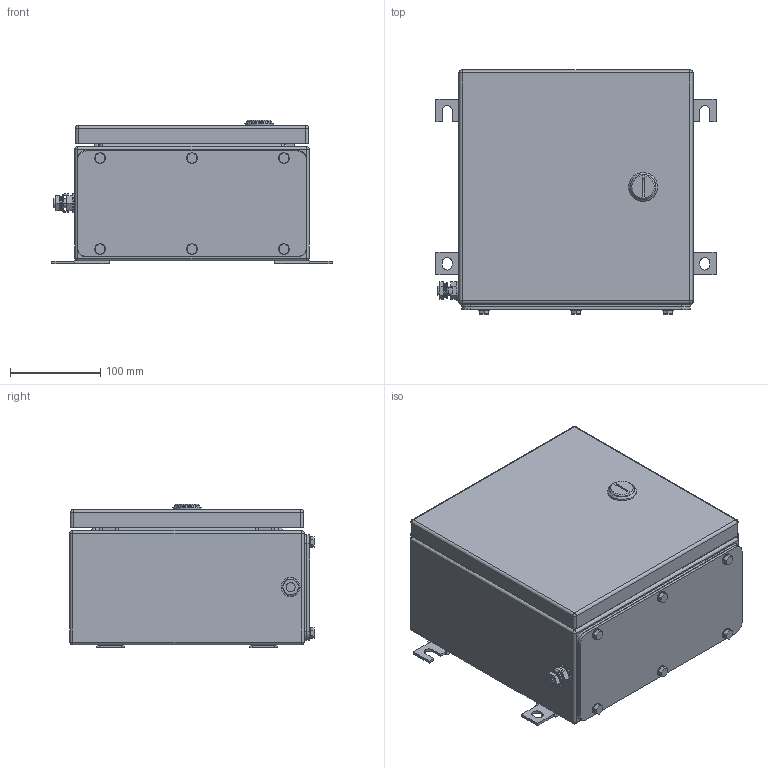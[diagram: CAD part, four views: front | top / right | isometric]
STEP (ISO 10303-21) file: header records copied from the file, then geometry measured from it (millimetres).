
FILE_DESCRIPTION(('CATIA V5 STEP Exchange','CAx-IF Rec.Pracs.--- Model Styling and Organization---1.4--- 2014-01-23'),'2;1');
FILE_NAME ('008764-7_4_1199910000_1199910000.stp','2019-09-20T12:05:59+00:00',('none'),('Weidmueller'),'CATIA Version 5-6 Release 2016 SP3 HF44','CATIA V5 STEP AP214','none');
FILE_SCHEMA(('AUTOMOTIVE_DESIGN { 1 0 10303 214 1 1 1 1 }'));
Length unit declared in the file: millimetre
Products named in the file (1): 1199910000
Bounding box: 311 x 271 x 159.8 mm (x, y, z)
Volume: 705500.9 mm3; surface area: 790324.5 mm2
Topology: 51 solids, 52 shells, 1065 faces, 2466 edges, 1530 vertices
Faces by surface type: plane 485, cylinder 414, cone 116, sphere 24, torus 22, bspline 4
Entity records: 28730 total; most frequent: CARTESIAN_POINT 5903, ORIENTED_EDGE 4840, DIRECTION 3867, EDGE_CURVE 2420, AXIS2_PLACEMENT_3D 1682, VERTEX_POINT 1530, VECTOR 1379, LINE 1379
